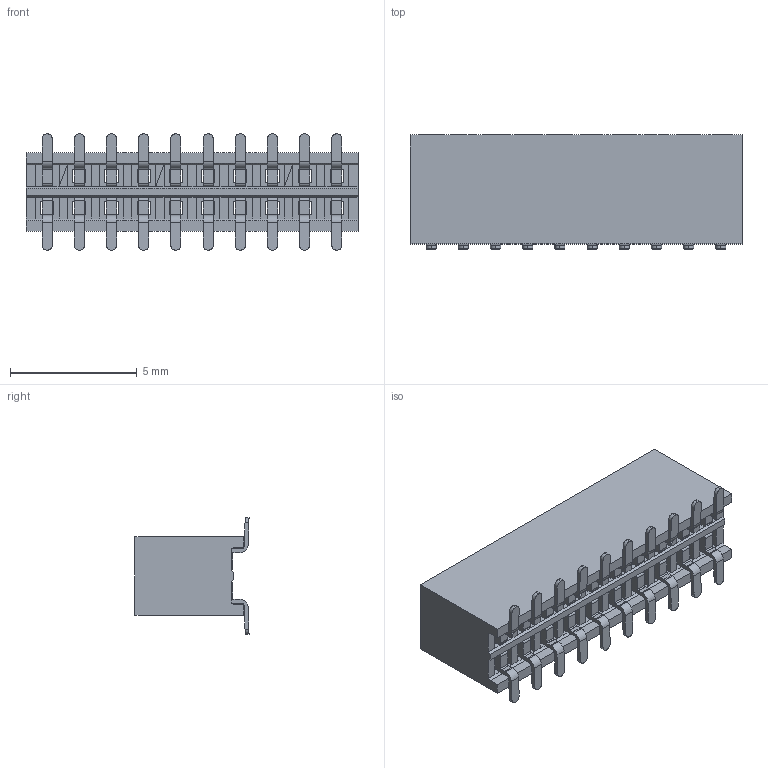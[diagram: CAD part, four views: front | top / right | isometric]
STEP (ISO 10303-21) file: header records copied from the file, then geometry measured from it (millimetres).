
FILE_DESCRIPTION(('STEP AP214'),'1');
FILE_NAME('female_header_a-bl127-dg-g20mp1.stp','2015-12-02T09:38:35',('TraceParts'),('TraceParts S.A.'),'Spatial InterOp 3D',' ',' ');
FILE_SCHEMA(('automotive_design'));
Length unit declared in the file: millimetre
Products named in the file (1): 1
Bounding box: 13.1 x 4.5 x 4.6 mm (x, y, z)
Volume: 106.2 mm3; surface area: 541.1 mm2
Topology: 1 solids, 1 shells, 661 faces, 1854 edges, 1176 vertices
Faces by surface type: plane 501, cylinder 160
Entity records: 26372 total; most frequent: ORIENTED_EDGE 3708, CARTESIAN_POINT 3692, DIRECTION 3498, EDGE_CURVE 1854, LINE 1534, VECTOR 1534, VERTEX_POINT 1176, AXIS2_PLACEMENT_3D 982
